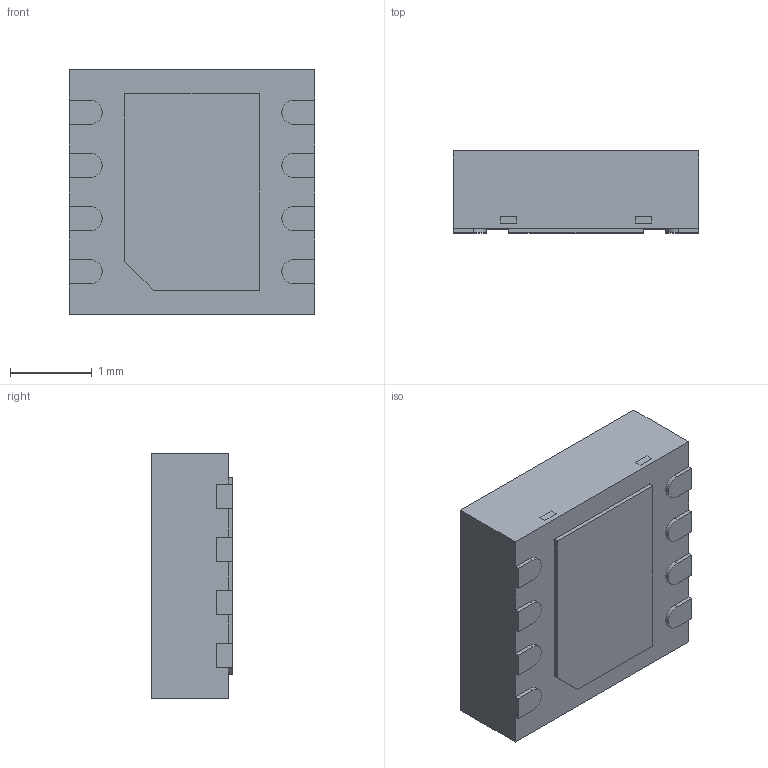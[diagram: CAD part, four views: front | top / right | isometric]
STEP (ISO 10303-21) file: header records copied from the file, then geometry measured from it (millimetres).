
FILE_DESCRIPTION (( 'STEP AP214' ), '1' );
FILE_NAME ('DRB8B.STEP', '2020-09-23T17:16:56', ( '' ), ( '' ), 'SwSTEP 2.0', 'SolidWorks 2017', '' );
FILE_SCHEMA (( 'AUTOMOTIVE_DESIGN' ));
Length unit declared in the file: millimetre
Products named in the file (1): DRB8B
Bounding box: 3 x 1 x 3 mm (x, y, z)
Volume: 8.8 mm3; surface area: 48.5 mm2
Topology: 11 solids, 11 shells, 126 faces, 318 edges, 212 vertices
Faces by surface type: plane 106, cylinder 20
Entity records: 4531 total; most frequent: CARTESIAN_POINT 657, ORIENTED_EDGE 636, DIRECTION 612, EDGE_CURVE 318, VECTOR 278, LINE 278, VERTEX_POINT 212, AXIS2_PLACEMENT_3D 167
